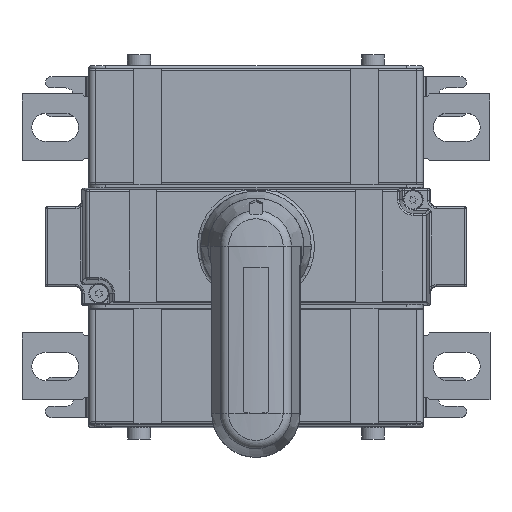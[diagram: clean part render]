
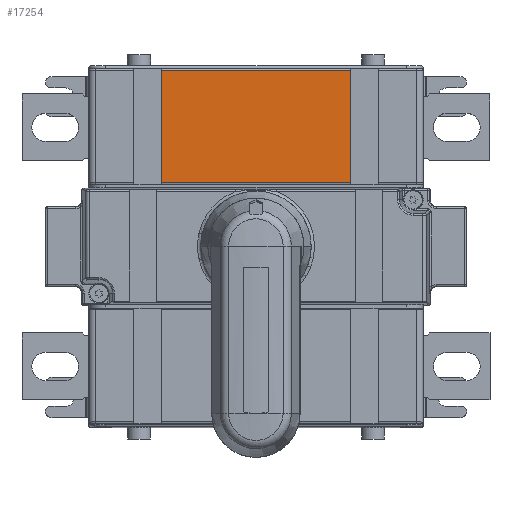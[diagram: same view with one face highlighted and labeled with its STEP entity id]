
A CAD part, top view. The second image highlights one B-rep face of the part: STEP entity #17254.
In plain terms, the highlighted planar face has unit normal (0, 0, 1).
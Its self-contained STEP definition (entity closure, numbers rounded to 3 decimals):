
#2569=DIRECTION('',(1.,0.,0.));
#2570=VECTOR('',#2569,56.8);
#2571=CARTESIAN_POINT('',(-28.4,52.55,129.));
#2572=LINE('',#2571,#2570);
#2573=DIRECTION('',(0.,-1.,0.));
#2574=VECTOR('',#2573,33.6);
#2575=CARTESIAN_POINT('',(28.4,52.55,129.));
#2576=LINE('',#2575,#2574);
#2577=DIRECTION('',(-1.,0.,0.));
#2578=VECTOR('',#2577,56.8);
#2579=CARTESIAN_POINT('',(28.4,18.95,129.));
#2580=LINE('',#2579,#2578);
#2586=DIRECTION('',(0.,-1.,0.));
#2587=VECTOR('',#2586,33.6);
#2588=CARTESIAN_POINT('',(-28.4,52.55,129.));
#2589=LINE('',#2588,#2587);
#12125=CARTESIAN_POINT('',(28.4,52.55,129.));
#12127=VERTEX_POINT('',#12125);
#12128=CARTESIAN_POINT('',(-28.4,52.55,129.));
#12129=VERTEX_POINT('',#12128);
#12181=CARTESIAN_POINT('',(-28.4,18.95,129.));
#12183=VERTEX_POINT('',#12181);
#12184=CARTESIAN_POINT('',(28.4,18.95,129.));
#12185=VERTEX_POINT('',#12184);
#17241=CARTESIAN_POINT('',(0.,35.75,129.));
#17242=DIRECTION('',(0.,0.,1.));
#17243=DIRECTION('',(-1.,0.,0.));
#17244=AXIS2_PLACEMENT_3D('',#17241,#17242,#17243);
#17245=PLANE('',#17244);
#17246=ORIENTED_EDGE('',*,*,#17226,.T.);
#17247=ORIENTED_EDGE('',*,*,#17203,.T.);
#17249=ORIENTED_EDGE('',*,*,#17248,.T.);
#17251=ORIENTED_EDGE('',*,*,#17250,.F.);
#17252=EDGE_LOOP('',(#17246,#17247,#17249,#17251));
#17253=FACE_OUTER_BOUND('',#17252,.F.);
#17203=EDGE_CURVE('',#12127,#12185,#2576,.T.);
#17226=EDGE_CURVE('',#12129,#12127,#2572,.T.);
#17248=EDGE_CURVE('',#12185,#12183,#2580,.T.);
#17250=EDGE_CURVE('',#12129,#12183,#2589,.T.);
#17254=ADVANCED_FACE('',(#17253),#17245,.T.);
